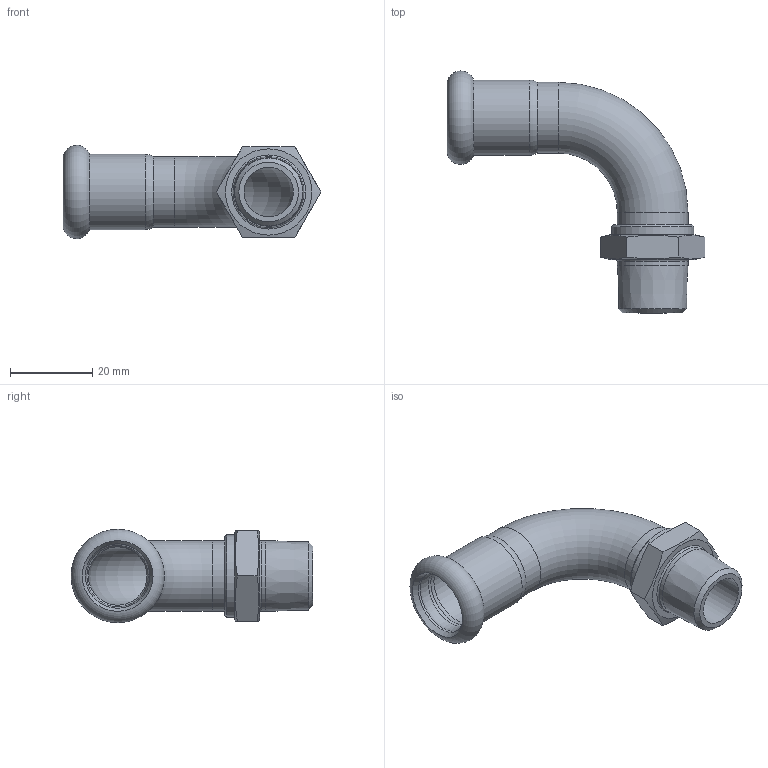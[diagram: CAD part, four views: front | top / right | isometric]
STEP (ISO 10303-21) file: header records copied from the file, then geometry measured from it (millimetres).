
FILE_DESCRIPTION(/* description */ ('Curva 90° MF 3/8"x15 Steel'),/* implementation_level */ '2;1');
FILE_NAME(/* name */ '397308015_Steelpres.stp',/* time_stamp */ '2022-10-21T14:28:16+02:00',/* author */ ('Vault'),/* organization */ ('Raccorderie metalliche s.p.a. '),/* preprocessor_version */ 'ST-DEVELOPER v18.1',/* originating_system */ 'Autodesk Inventor 2020',/* authorisation */ 'Raccorderie metalliche s.p.a. ');
FILE_SCHEMA (('AUTOMOTIVE_DESIGN { 1 0 10303 214 3 1 1 }'));
Length unit declared in the file: millimetre
Products named in the file (1): 397308015_Steelpres
Bounding box: 62.7 x 58.85 x 22.71 mm (x, y, z)
Volume: 9132.9 mm3; surface area: 9513.2 mm2
Topology: 1 solids, 1 shells, 37 faces, 113 edges, 81 vertices
Faces by surface type: cylinder 11, plane 11, torus 8, cone 7
Full cylindrical faces by diameter (mm): 12 x1, 14.2 x2, 15.3 x1, 15.7 x2, 17.2 x3, 18.3 x1, 20 x1
Entity records: 1381 total; most frequent: CARTESIAN_POINT 260, DIRECTION 250, ORIENTED_EDGE 226, EDGE_CURVE 113, AXIS2_PLACEMENT_3D 113, VERTEX_POINT 81, CIRCLE 75, EDGE_LOOP 42
